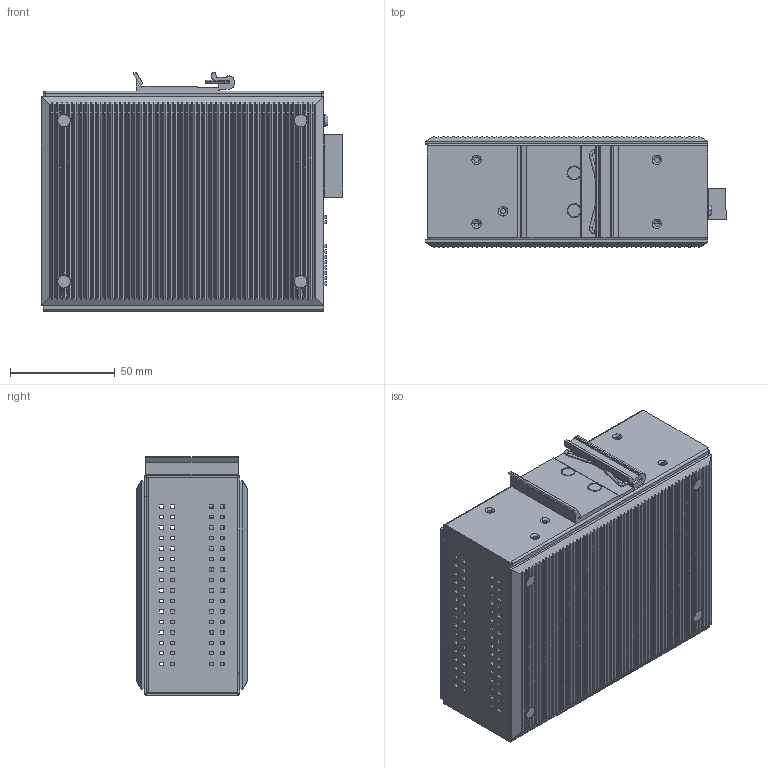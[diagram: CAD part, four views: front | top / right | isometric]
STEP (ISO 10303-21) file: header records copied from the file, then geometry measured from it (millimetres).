
FILE_DESCRIPTION((''),'2;1');
FILE_NAME('EDS-G308-EC-T_ASM','2021-03-11T14:36:47',('DollyJR_Lin'),('PTC'),'CREO PARAMETRIC BY PTC INC, 2018020','CREO PARAMETRIC BY PTC INC, 2018020','');
FILE_SCHEMA(('AUTOMOTIVE_DESIGN { 1 0 10303 214 1 1 1 1 }'));
Products named in the file (28): EDS-G308-T_BOT-COVER; AL; EDS-G308-T_BOT-COVER_ASSY_ASM; EDS-G308_PCB; 1111000003000_TERMINAL_M_6P; DIP_SEITCH_16PIN; PCB-TERMINAL_PCB-2; DIP_SEITCH_4PIN; TACKSW_DTSA644N; 1106999999800-LED; 2X1SFP; 1106640102211_DUAL_LED; RJ45-2X4-M4-14111RV13-1; NEW_CHIP; 3S1020B3-HC4-4F; EDS-G308_POWER-PCB_ASM; EDS-G308_EC_T_TOP_SFP; EDS-G308_EC_T_TOP-COVER_SFP_ASM; 1111000003100_TERMINAL_FM_6P; EDS-508_RIGHT-ALMINUM; EDS-508_LEFT-ALMINUM; 1402221010029-FMSM3X6; EDS-G308_EC_SFP_PLATE; DIN_RAIL_1601001019300; DIN_RAIL_SPRING_1601001019300; DIN_RAIL_1601001019300_ASM; 1402201060010; EDS-G308-EC-T_ASM
Assembly tree (38 placements, depth 3):
  EDS-G308-EC-T_ASM
    EDS-G308-T_BOT-COVER_ASSY_ASM
      EDS-G308-T_BOT-COVER
      AL
    EDS-G308_POWER-PCB_ASM
      EDS-G308_PCB
      1111000003000_TERMINAL_M_6P
      DIP_SEITCH_16PIN
      PCB-TERMINAL_PCB-2
      DIP_SEITCH_4PIN
      TACKSW_DTSA644N
      1106999999800-LED  x3
      2X1SFP
      1106640102211_DUAL_LED
      RJ45-2X4-M4-14111RV13-1
      NEW_CHIP
      3S1020B3-HC4-4F
    EDS-G308_EC_T_TOP-COVER_SFP_ASM
      EDS-G308_EC_T_TOP_SFP
    1111000003100_TERMINAL_FM_6P
    EDS-508_RIGHT-ALMINUM
    EDS-508_LEFT-ALMINUM
    1402221010029-FMSM3X6  x10
    EDS-G308_EC_SFP_PLATE
    DIN_RAIL_1601001019300_ASM
      DIN_RAIL_1601001019300
      DIN_RAIL_SPRING_1601001019300
    1402201060010
Bounding box: 144.15 x 52.98 x 113.8 mm (x, y, z)
Volume: 228095.5 mm3; surface area: 250825.2 mm2
Topology: 52 solids, 52 shells, 3414 faces, 9446 edges, 6310 vertices
Faces by surface type: plane 2390, cylinder 900, torus 56, cone 52, bspline 12, extrusion 4
Entity records: 137006 total; most frequent: CARTESIAN_POINT 21364, DIRECTION 17917, ORIENTED_EDGE 17512, EDGE_CURVE 8756, VECTOR 6925, LINE 6921, PRESENTATION_STYLE_ASSIGNMENT 6174, STYLED_ITEM 6174
